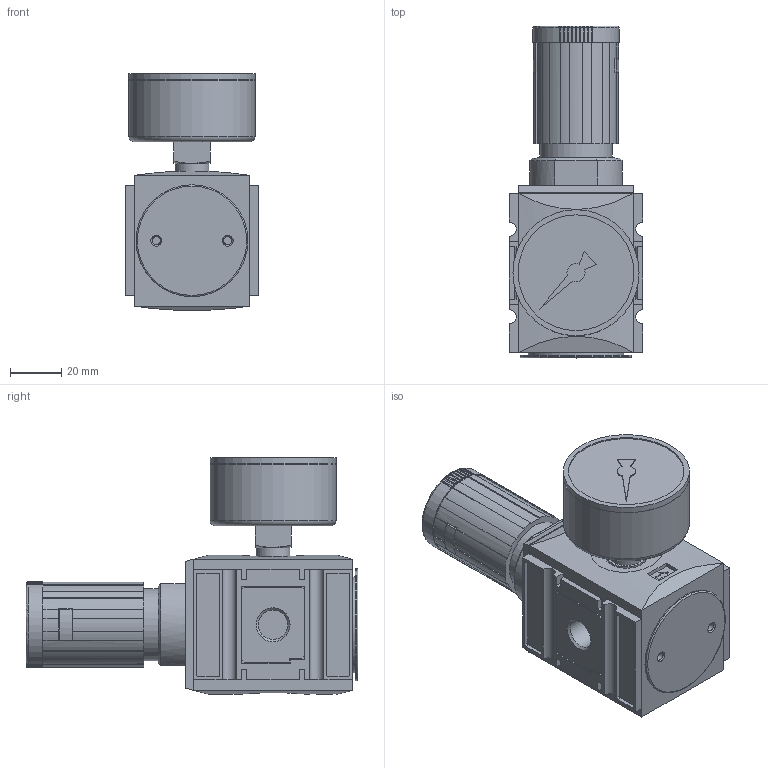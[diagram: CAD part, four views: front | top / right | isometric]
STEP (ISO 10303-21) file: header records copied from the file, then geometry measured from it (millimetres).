
FILE_DESCRIPTION(/* description */ ('STEP AP214'),/* implementation_level */ '2;1');
FILE_NAME(/* name */ '035949',/* time_stamp */ '2026-03-16T12:23:15+01:00',/* author */ ('License CC BY-ND 4.0'),/* organization */ ('CADENAS'),/* preprocessor_version */ 'ST-DEVELOPER v20',/* originating_system */ 'PARTsolutions',/* authorisation */ ' ');
FILE_SCHEMA (('AUTOMOTIVE_DESIGN {1 0 10303 214 3 1 1}'));
Length unit declared in the file: millimetre
Products named in the file (4): 035949; FU 0010G 1/4000-1; FU 0010-3; Futura G 50
Assembly tree (3 placements, depth 2):
  035949
    FU 0010G 1/4000-1
    FU 0010-3
    Futura G 50
Bounding box: 52 x 129 x 92.1 mm (x, y, z)
Volume: 268147 mm3; surface area: 42828.6 mm2
Topology: 3 solids, 3 shells, 469 faces, 1227 edges, 805 vertices
Faces by surface type: plane 312, cylinder 122, torus 22, cone 13
Full cylindrical faces by diameter (mm): 3.2 x2, 11.445 x3, 13.157 x1, 15.1 x2, 16.8 x2, 28 x3, 36 x1, 37.2 x1, 43.5 x1, 45 x1, 48.96 x1, 49 x2
Entity records: 17615 total; most frequent: CARTESIAN_POINT 2544, DIRECTION 2521, ORIENTED_EDGE 2362, EDGE_CURVE 1181, AXIS2_PLACEMENT_3D 883, VERTEX_POINT 794, LINE 755, VECTOR 755
